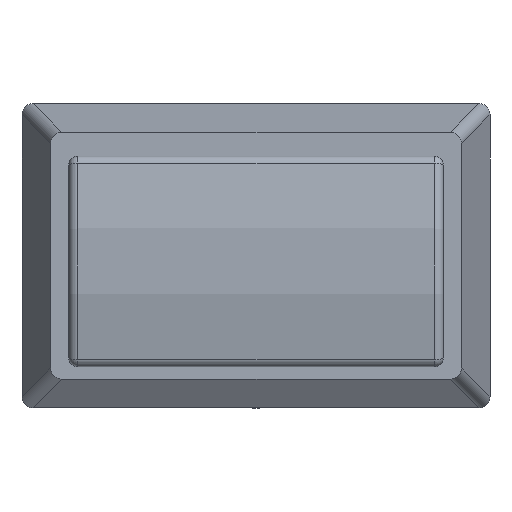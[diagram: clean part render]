
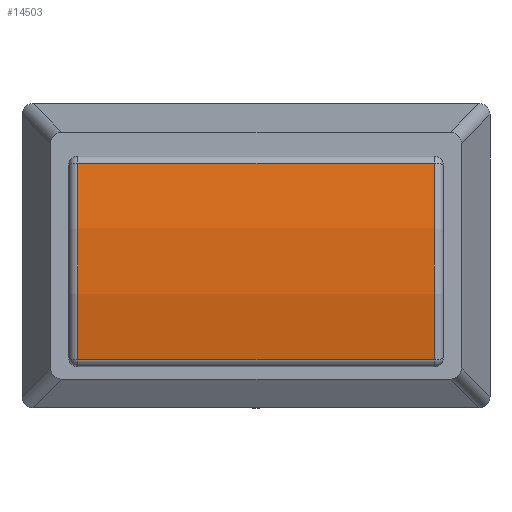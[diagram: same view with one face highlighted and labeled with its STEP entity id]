
A CAD part, top view. The second image highlights one B-rep face of the part: STEP entity #14503.
In plain terms, the highlighted cylindrical face has radius 48.26 mm (diameter 96.52 mm), a partial arc.
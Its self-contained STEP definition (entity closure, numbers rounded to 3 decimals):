
#13041 = CYLINDRICAL_SURFACE('',#13042,1.016);
#13042 = AXIS2_PLACEMENT_3D('',#13043,#13044,#13045);
#13043 = CARTESIAN_POINT('',(-20.32,10.414,39.902));
#13044 = DIRECTION('',(1.,0.,0.));
#13045 = DIRECTION('',(0.,1.,0.));
#13684 = VERTEX_POINT('',#13685);
#13685 = CARTESIAN_POINT('',(-19.304,10.638,40.893));
#13707 = EDGE_CURVE('',#13684,#13708,#13710,.T.);
#13708 = VERTEX_POINT('',#13709);
#13709 = CARTESIAN_POINT('',(19.304,10.638,40.893));
#13710 = SURFACE_CURVE('',#13711,(#13715,#13722),.PCURVE_S1.);
#13711 = LINE('',#13712,#13713);
#13712 = CARTESIAN_POINT('',(-20.32,10.638,40.893));
#13713 = VECTOR('',#13714,1.);
#13714 = DIRECTION('',(1.,0.,0.));
#13715 = PCURVE('',#13041,#13716);
#13716 = DEFINITIONAL_REPRESENTATION('',(#13717),#13721);
#13717 = LINE('',#13718,#13719);
#13718 = CARTESIAN_POINT('',(1.349,0.));
#13719 = VECTOR('',#13720,1.);
#13720 = DIRECTION('',(0.,1.));
#13721 = ( GEOMETRIC_REPRESENTATION_CONTEXT(2) 
PARAMETRIC_REPRESENTATION_CONTEXT() REPRESENTATION_CONTEXT('2D SPACE',''
  ) );
#13722 = PCURVE('',#13723,#13728);
#13723 = CYLINDRICAL_SURFACE('',#13724,48.26);
#13724 = AXIS2_PLACEMENT_3D('',#13725,#13726,#13727);
#13725 = CARTESIAN_POINT('',(-20.32,0.,-6.18));
#13726 = DIRECTION('',(-1.,0.,0.));
#13727 = DIRECTION('',(0.,1.,0.));
#13728 = DEFINITIONAL_REPRESENTATION('',(#13729),#13733);
#13729 = LINE('',#13730,#13731);
#13730 = CARTESIAN_POINT('',(4.935,0.));
#13731 = VECTOR('',#13732,1.);
#13732 = DIRECTION('',(-0.,-1.));
#13733 = ( GEOMETRIC_REPRESENTATION_CONTEXT(2) 
PARAMETRIC_REPRESENTATION_CONTEXT() REPRESENTATION_CONTEXT('2D SPACE',''
  ) );
#13775 = TOROIDAL_SURFACE('',#13776,47.244,1.016);
#13776 = AXIS2_PLACEMENT_3D('',#13777,#13778,#13779);
#13777 = CARTESIAN_POINT('',(-19.304,0.,-6.18));
#13778 = DIRECTION('',(-1.,0.,0.));
#13779 = DIRECTION('',(0.,0.22,0.975
    ));
#14323 = TOROIDAL_SURFACE('',#14324,47.244,1.016);
#14324 = AXIS2_PLACEMENT_3D('',#14325,#14326,#14327);
#14325 = CARTESIAN_POINT('',(19.304,0.,-6.18));
#14326 = DIRECTION('',(1.,0.,0.));
#14327 = DIRECTION('',(0.,0.22,0.975
    ));
#14409 = CYLINDRICAL_SURFACE('',#14410,1.016);
#14410 = AXIS2_PLACEMENT_3D('',#14411,#14412,#14413);
#14411 = CARTESIAN_POINT('',(-20.32,-10.414,39.902));
#14412 = DIRECTION('',(1.,0.,0.));
#14413 = DIRECTION('',(0.,-1.,0.));
#14503 = ADVANCED_FACE('',(#14504),#13723,.T.);
#14504 = FACE_BOUND('',#14505,.T.);
#14505 = EDGE_LOOP('',(#14506,#14530,#14553,#14575));
#14506 = ORIENTED_EDGE('',*,*,#14507,.T.);
#14507 = EDGE_CURVE('',#13684,#14508,#14510,.T.);
#14508 = VERTEX_POINT('',#14509);
#14509 = CARTESIAN_POINT('',(-19.304,-10.638,40.893));
#14510 = SURFACE_CURVE('',#14511,(#14516,#14523),.PCURVE_S1.);
#14511 = CIRCLE('',#14512,48.26);
#14512 = AXIS2_PLACEMENT_3D('',#14513,#14514,#14515);
#14513 = CARTESIAN_POINT('',(-19.304,0.,-6.18));
#14514 = DIRECTION('',(1.,0.,0.));
#14515 = DIRECTION('',(0.,0.22,0.975
    ));
#14516 = PCURVE('',#13723,#14517);
#14517 = DEFINITIONAL_REPRESENTATION('',(#14518),#14522);
#14518 = LINE('',#14519,#14520);
#14519 = CARTESIAN_POINT('',(4.935,-1.016));
#14520 = VECTOR('',#14521,1.);
#14521 = DIRECTION('',(-1.,0.));
#14522 = ( GEOMETRIC_REPRESENTATION_CONTEXT(2) 
PARAMETRIC_REPRESENTATION_CONTEXT() REPRESENTATION_CONTEXT('2D SPACE',''
  ) );
#14523 = PCURVE('',#13775,#14524);
#14524 = DEFINITIONAL_REPRESENTATION('',(#14525),#14529);
#14525 = LINE('',#14526,#14527);
#14526 = CARTESIAN_POINT('',(6.283,0.));
#14527 = VECTOR('',#14528,1.);
#14528 = DIRECTION('',(-1.,0.));
#14529 = ( GEOMETRIC_REPRESENTATION_CONTEXT(2) 
PARAMETRIC_REPRESENTATION_CONTEXT() REPRESENTATION_CONTEXT('2D SPACE',''
  ) );
#14530 = ORIENTED_EDGE('',*,*,#14531,.T.);
#14531 = EDGE_CURVE('',#14508,#14532,#14534,.T.);
#14532 = VERTEX_POINT('',#14533);
#14533 = CARTESIAN_POINT('',(19.304,-10.638,40.893));
#14534 = SURFACE_CURVE('',#14535,(#14539,#14546),.PCURVE_S1.);
#14535 = LINE('',#14536,#14537);
#14536 = CARTESIAN_POINT('',(-20.32,-10.638,40.893));
#14537 = VECTOR('',#14538,1.);
#14538 = DIRECTION('',(1.,0.,0.));
#14539 = PCURVE('',#13723,#14540);
#14540 = DEFINITIONAL_REPRESENTATION('',(#14541),#14545);
#14541 = LINE('',#14542,#14543);
#14542 = CARTESIAN_POINT('',(4.49,0.));
#14543 = VECTOR('',#14544,1.);
#14544 = DIRECTION('',(-0.,-1.));
#14545 = ( GEOMETRIC_REPRESENTATION_CONTEXT(2) 
PARAMETRIC_REPRESENTATION_CONTEXT() REPRESENTATION_CONTEXT('2D SPACE',''
  ) );
#14546 = PCURVE('',#14409,#14547);
#14547 = DEFINITIONAL_REPRESENTATION('',(#14548),#14552);
#14548 = LINE('',#14549,#14550);
#14549 = CARTESIAN_POINT('',(4.935,0.));
#14550 = VECTOR('',#14551,1.);
#14551 = DIRECTION('',(-0.,1.));
#14552 = ( GEOMETRIC_REPRESENTATION_CONTEXT(2) 
PARAMETRIC_REPRESENTATION_CONTEXT() REPRESENTATION_CONTEXT('2D SPACE',''
  ) );
#14553 = ORIENTED_EDGE('',*,*,#14554,.F.);
#14554 = EDGE_CURVE('',#13708,#14532,#14555,.T.);
#14555 = SURFACE_CURVE('',#14556,(#14561,#14568),.PCURVE_S1.);
#14556 = CIRCLE('',#14557,48.26);
#14557 = AXIS2_PLACEMENT_3D('',#14558,#14559,#14560);
#14558 = CARTESIAN_POINT('',(19.304,0.,-6.18));
#14559 = DIRECTION('',(1.,0.,0.));
#14560 = DIRECTION('',(0.,0.22,0.975
    ));
#14561 = PCURVE('',#13723,#14562);
#14562 = DEFINITIONAL_REPRESENTATION('',(#14563),#14567);
#14563 = LINE('',#14564,#14565);
#14564 = CARTESIAN_POINT('',(4.935,-39.624));
#14565 = VECTOR('',#14566,1.);
#14566 = DIRECTION('',(-1.,0.));
#14567 = ( GEOMETRIC_REPRESENTATION_CONTEXT(2) 
PARAMETRIC_REPRESENTATION_CONTEXT() REPRESENTATION_CONTEXT('2D SPACE',''
  ) );
#14568 = PCURVE('',#14323,#14569);
#14569 = DEFINITIONAL_REPRESENTATION('',(#14570),#14574);
#14570 = LINE('',#14571,#14572);
#14571 = CARTESIAN_POINT('',(0.,0.));
#14572 = VECTOR('',#14573,1.);
#14573 = DIRECTION('',(1.,0.));
#14574 = ( GEOMETRIC_REPRESENTATION_CONTEXT(2) 
PARAMETRIC_REPRESENTATION_CONTEXT() REPRESENTATION_CONTEXT('2D SPACE',''
  ) );
#14575 = ORIENTED_EDGE('',*,*,#13707,.F.);
